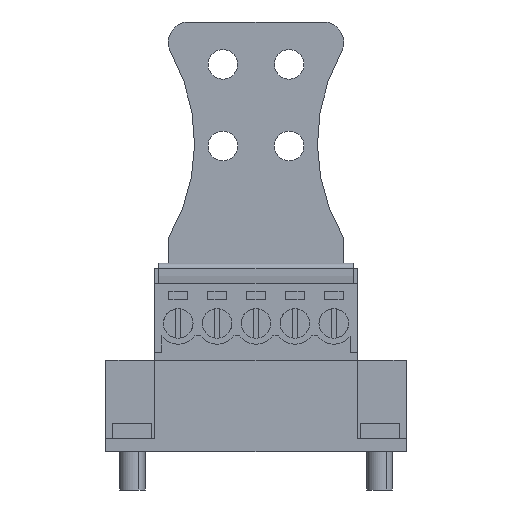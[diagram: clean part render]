
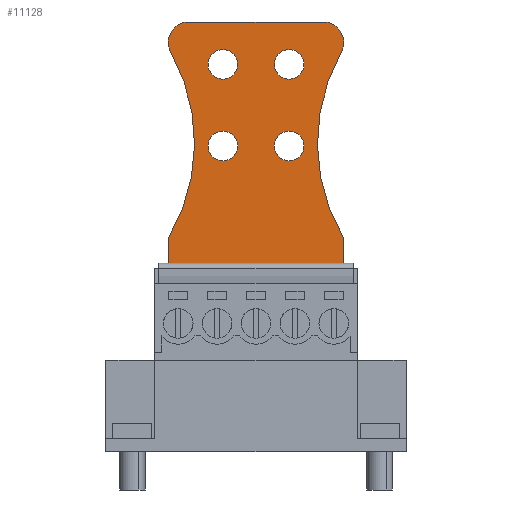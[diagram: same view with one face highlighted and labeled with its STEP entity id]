
A CAD part, front view. The second image highlights one B-rep face of the part: STEP entity #11128.
In plain terms, the highlighted planar face has unit normal (0, -1, 0).
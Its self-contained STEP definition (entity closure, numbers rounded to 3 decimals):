
#11011=AXIS2_PLACEMENT_3D('Plane Axis2P3D',#11008,#11009,#11010) ;
#11015=AXIS2_PLACEMENT_3D('Circle Axis2P3D',#11013,#11014,$) ;
#11022=AXIS2_PLACEMENT_3D('Circle Axis2P3D',#11020,#11021,$) ;
#11036=AXIS2_PLACEMENT_3D('Circle Axis2P3D',#11034,#11035,$) ;
#11043=AXIS2_PLACEMENT_3D('Circle Axis2P3D',#11041,#11042,$) ;
#11058=AXIS2_PLACEMENT_3D('Circle Axis2P3D',#11056,#11057,$) ;
#11067=AXIS2_PLACEMENT_3D('Circle Axis2P3D',#11065,#11066,$) ;
#11076=AXIS2_PLACEMENT_3D('Circle Axis2P3D',#11074,#11075,$) ;
#11085=AXIS2_PLACEMENT_3D('Circle Axis2P3D',#11083,#11084,$) ;
#11094=AXIS2_PLACEMENT_3D('Circle Axis2P3D',#11092,#11093,$) ;
#11103=AXIS2_PLACEMENT_3D('Circle Axis2P3D',#11101,#11102,$) ;
#11112=AXIS2_PLACEMENT_3D('Circle Axis2P3D',#11110,#11111,$) ;
#11121=AXIS2_PLACEMENT_3D('Circle Axis2P3D',#11119,#11120,$) ;
#10830=CARTESIAN_POINT('Vertex',(6.16,10.6,21.7)) ;
#10846=CARTESIAN_POINT('Vertex',(23.28,10.6,21.7)) ;
#10849=CARTESIAN_POINT('Line Origine',(14.72,10.6,21.7)) ;
#10867=CARTESIAN_POINT('Line Origine',(6.16,10.6,23.2)) ;
#10871=CARTESIAN_POINT('Vertex',(6.16,10.6,24.701)) ;
#10983=CARTESIAN_POINT('Vertex',(23.28,10.6,24.701)) ;
#10986=CARTESIAN_POINT('Line Origine',(23.28,10.6,23.2)) ;
#11008=CARTESIAN_POINT('Axis2P3D Location',(14.72,10.6,12.7)) ;
#11013=CARTESIAN_POINT('Axis2P3D Location',(38.935,10.6,33.973)) ;
#11017=CARTESIAN_POINT('Vertex',(23.064,10.6,42.872)) ;
#11020=CARTESIAN_POINT('Axis2P3D Location',(21.32,10.6,43.85)) ;
#11024=CARTESIAN_POINT('Vertex',(21.32,10.6,45.85)) ;
#11027=CARTESIAN_POINT('Line Origine',(14.72,10.6,45.85)) ;
#11031=CARTESIAN_POINT('Vertex',(8.12,10.6,45.85)) ;
#11034=CARTESIAN_POINT('Axis2P3D Location',(8.12,10.6,43.85)) ;
#11038=CARTESIAN_POINT('Vertex',(6.376,10.6,42.872)) ;
#11041=CARTESIAN_POINT('Axis2P3D Location',(-9.495,10.6,33.973)) ;
#11056=CARTESIAN_POINT('Axis2P3D Location',(17.97,10.6,33.7)) ;
#11060=CARTESIAN_POINT('Vertex',(16.52,10.6,33.7)) ;
#11062=CARTESIAN_POINT('Vertex',(19.42,10.6,33.7)) ;
#11065=CARTESIAN_POINT('Axis2P3D Location',(17.97,10.6,33.7)) ;
#11074=CARTESIAN_POINT('Axis2P3D Location',(11.47,10.6,33.7)) ;
#11078=CARTESIAN_POINT('Vertex',(10.02,10.6,33.7)) ;
#11080=CARTESIAN_POINT('Vertex',(12.92,10.6,33.7)) ;
#11083=CARTESIAN_POINT('Axis2P3D Location',(11.47,10.6,33.7)) ;
#11092=CARTESIAN_POINT('Axis2P3D Location',(11.47,10.6,41.7)) ;
#11096=CARTESIAN_POINT('Vertex',(12.92,10.6,41.7)) ;
#11098=CARTESIAN_POINT('Vertex',(10.02,10.6,41.7)) ;
#11101=CARTESIAN_POINT('Axis2P3D Location',(11.47,10.6,41.7)) ;
#11110=CARTESIAN_POINT('Axis2P3D Location',(17.97,10.6,41.7)) ;
#11114=CARTESIAN_POINT('Vertex',(19.42,10.6,41.7)) ;
#11116=CARTESIAN_POINT('Vertex',(16.52,10.6,41.7)) ;
#11119=CARTESIAN_POINT('Axis2P3D Location',(17.97,10.6,41.7)) ;
#10850=DIRECTION('Vector Direction',(-1.,0.,0.)) ;
#10868=DIRECTION('Vector Direction',(0.,0.,-1.)) ;
#10987=DIRECTION('Vector Direction',(0.,0.,1.)) ;
#11009=DIRECTION('Axis2P3D Direction',(0.,-1.,0.)) ;
#11010=DIRECTION('Axis2P3D XDirection',(1.,0.,0.)) ;
#11014=DIRECTION('Axis2P3D Direction',(0.,-1.,0.)) ;
#11021=DIRECTION('Axis2P3D Direction',(0.,-1.,0.)) ;
#11028=DIRECTION('Vector Direction',(1.,0.,0.)) ;
#11035=DIRECTION('Axis2P3D Direction',(0.,-1.,0.)) ;
#11042=DIRECTION('Axis2P3D Direction',(0.,-1.,0.)) ;
#11057=DIRECTION('Axis2P3D Direction',(0.,-1.,0.)) ;
#11066=DIRECTION('Axis2P3D Direction',(0.,-1.,0.)) ;
#11075=DIRECTION('Axis2P3D Direction',(0.,-1.,0.)) ;
#11084=DIRECTION('Axis2P3D Direction',(0.,-1.,0.)) ;
#11093=DIRECTION('Axis2P3D Direction',(0.,-1.,0.)) ;
#11102=DIRECTION('Axis2P3D Direction',(0.,-1.,0.)) ;
#11111=DIRECTION('Axis2P3D Direction',(0.,-1.,0.)) ;
#11120=DIRECTION('Axis2P3D Direction',(0.,-1.,0.)) ;
#10851=VECTOR('Line Direction',#10850,1.) ;
#10869=VECTOR('Line Direction',#10868,1.) ;
#10988=VECTOR('Line Direction',#10987,1.) ;
#11029=VECTOR('Line Direction',#11028,1.) ;
#11047=ORIENTED_EDGE('',*,*,#10990,.T.) ;
#11048=ORIENTED_EDGE('',*,*,#11019,.F.) ;
#11049=ORIENTED_EDGE('',*,*,#11026,.T.) ;
#11050=ORIENTED_EDGE('',*,*,#11033,.F.) ;
#11051=ORIENTED_EDGE('',*,*,#11040,.T.) ;
#11052=ORIENTED_EDGE('',*,*,#11045,.F.) ;
#11053=ORIENTED_EDGE('',*,*,#10873,.T.) ;
#11054=ORIENTED_EDGE('',*,*,#10853,.F.) ;
#11071=ORIENTED_EDGE('',*,*,#11064,.F.) ;
#11072=ORIENTED_EDGE('',*,*,#11069,.F.) ;
#11089=ORIENTED_EDGE('',*,*,#11082,.F.) ;
#11090=ORIENTED_EDGE('',*,*,#11087,.F.) ;
#11107=ORIENTED_EDGE('',*,*,#11100,.F.) ;
#11108=ORIENTED_EDGE('',*,*,#11105,.F.) ;
#11125=ORIENTED_EDGE('',*,*,#11118,.F.) ;
#11126=ORIENTED_EDGE('',*,*,#11123,.F.) ;
#11073=FACE_BOUND('',#11070,.T.) ;
#11091=FACE_BOUND('',#11088,.T.) ;
#11109=FACE_BOUND('',#11106,.T.) ;
#11127=FACE_BOUND('',#11124,.T.) ;
#11128=ADVANCED_FACE('Strain relief',(#11055,#11073,#11091,#11109,#11127),#11012,.T.) ;
#11016=CIRCLE('generated circle',#11015,18.195) ;
#11023=CIRCLE('generated circle',#11022,2.) ;
#11037=CIRCLE('generated circle',#11036,2.) ;
#11044=CIRCLE('generated circle',#11043,18.195) ;
#11059=CIRCLE('generated circle',#11058,1.45) ;
#11068=CIRCLE('generated circle',#11067,1.45) ;
#11077=CIRCLE('generated circle',#11076,1.45) ;
#11086=CIRCLE('generated circle',#11085,1.45) ;
#11095=CIRCLE('generated circle',#11094,1.45) ;
#11104=CIRCLE('generated circle',#11103,1.45) ;
#11113=CIRCLE('generated circle',#11112,1.45) ;
#11122=CIRCLE('generated circle',#11121,1.45) ;
#10853=EDGE_CURVE('',#10847,#10831,#10852,.T.) ;
#10873=EDGE_CURVE('',#10872,#10831,#10870,.T.) ;
#10990=EDGE_CURVE('',#10847,#10984,#10989,.T.) ;
#11019=EDGE_CURVE('',#11018,#10984,#11016,.T.) ;
#11026=EDGE_CURVE('',#11018,#11025,#11023,.T.) ;
#11033=EDGE_CURVE('',#11032,#11025,#11030,.T.) ;
#11040=EDGE_CURVE('',#11032,#11039,#11037,.T.) ;
#11045=EDGE_CURVE('',#10872,#11039,#11044,.T.) ;
#11064=EDGE_CURVE('',#11061,#11063,#11059,.T.) ;
#11069=EDGE_CURVE('',#11063,#11061,#11068,.T.) ;
#11082=EDGE_CURVE('',#11079,#11081,#11077,.T.) ;
#11087=EDGE_CURVE('',#11081,#11079,#11086,.T.) ;
#11100=EDGE_CURVE('',#11097,#11099,#11095,.T.) ;
#11105=EDGE_CURVE('',#11099,#11097,#11104,.T.) ;
#11118=EDGE_CURVE('',#11115,#11117,#11113,.T.) ;
#11123=EDGE_CURVE('',#11117,#11115,#11122,.T.) ;
#11046=EDGE_LOOP('',(#11047,#11048,#11049,#11050,#11051,#11052,#11053,#11054)) ;
#11070=EDGE_LOOP('',(#11071,#11072)) ;
#11088=EDGE_LOOP('',(#11089,#11090)) ;
#11106=EDGE_LOOP('',(#11107,#11108)) ;
#11124=EDGE_LOOP('',(#11125,#11126)) ;
#11055=FACE_OUTER_BOUND('',#11046,.T.) ;
#10852=LINE('Line',#10849,#10851) ;
#10870=LINE('Line',#10867,#10869) ;
#10989=LINE('Line',#10986,#10988) ;
#11030=LINE('Line',#11027,#11029) ;
#11012=PLANE('',#11011) ;
#10831=VERTEX_POINT('',#10830) ;
#10847=VERTEX_POINT('',#10846) ;
#10872=VERTEX_POINT('',#10871) ;
#10984=VERTEX_POINT('',#10983) ;
#11018=VERTEX_POINT('',#11017) ;
#11025=VERTEX_POINT('',#11024) ;
#11032=VERTEX_POINT('',#11031) ;
#11039=VERTEX_POINT('',#11038) ;
#11061=VERTEX_POINT('',#11060) ;
#11063=VERTEX_POINT('',#11062) ;
#11079=VERTEX_POINT('',#11078) ;
#11081=VERTEX_POINT('',#11080) ;
#11097=VERTEX_POINT('',#11096) ;
#11099=VERTEX_POINT('',#11098) ;
#11115=VERTEX_POINT('',#11114) ;
#11117=VERTEX_POINT('',#11116) ;
